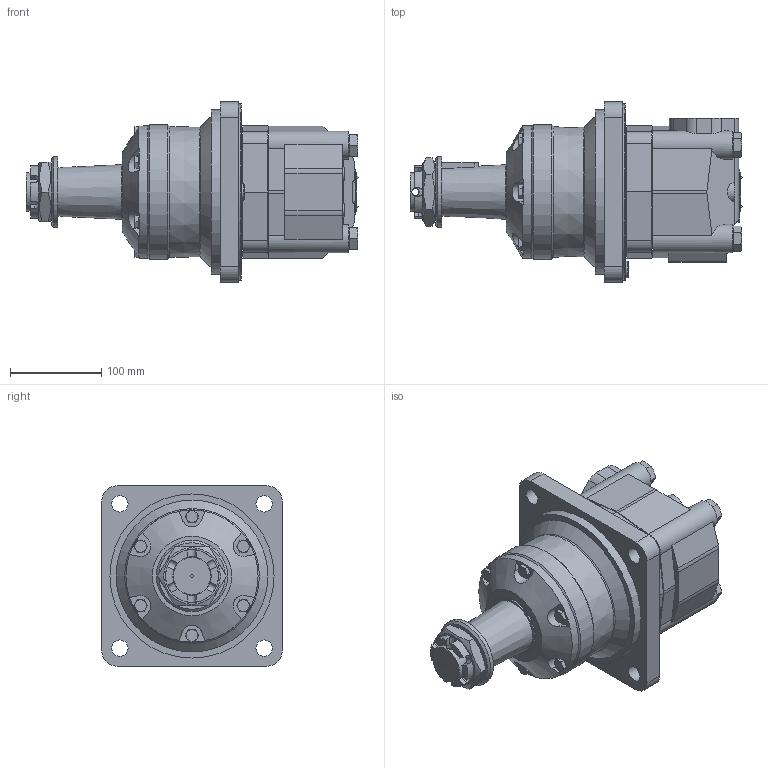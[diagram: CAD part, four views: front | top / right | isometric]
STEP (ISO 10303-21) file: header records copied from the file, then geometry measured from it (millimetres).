
FILE_DESCRIPTION(/* description */ ('STEP AP214'),/* implementation_level */ '2;1');
FILE_NAME(/* name */ 'MVW400KUP',/* time_stamp */ '2023-03-08T15:45:20+01:00',/* author */ ('License CC BY-ND 4.0'),/* organization */ ('CADENAS'),/* preprocessor_version */ 'ST-DEVELOPER v18.102',/* originating_system */ 'PARTsolutions',/* authorisation */ ' ');
FILE_SCHEMA (('AUTOMOTIVE_DESIGN {1 0 10303 214 3 1 1}'));
Length unit declared in the file: millimetre
Products named in the file (6): MVW400KUP; Hexagon bolt DIN 931-1 M16x1000; MVP; MV400D; MV-KSH_W; MVWFL
Assembly tree (8 placements, depth 2):
  MVW400KUP
    Hexagon bolt DIN 931-1 M16x1000  x4
    MVP
    MV400D
    MV-KSH_W
    MVWFL
Bounding box: 364.3 x 198 x 198 mm (x, y, z)
Volume: 5172153.5 mm3; surface area: 419179.9 mm2
Topology: 8 solids, 8 shells, 605 faces, 1440 edges, 906 vertices
Faces by surface type: plane 336, cylinder 154, cone 104, torus 7, sphere 4
Full cylindrical faces by diameter (mm): 3.15 x1, 7 x2, 8 x2, 10.106 x4, 13 x6, 13.835 x4, 14 x2, 14.8 x2, 15 x4, 16 x4, 16.2 x4, 16.3 x4, 16.8 x4, 17 x5, 18 x5, 18.4 x4, 22 x1, 30.291 x2, 42 x1, 60 x2, 78 x1, 120 x2, 125.5 x1, 145 x1, 148 x1, 180 x1, 194 x1
Entity records: 15538 total; most frequent: CARTESIAN_POINT 3231, DIRECTION 2521, ORIENTED_EDGE 2336, EDGE_CURVE 1168, AXIS2_PLACEMENT_3D 969, VERTEX_POINT 809, FACE_BOUND 749, EDGE_LOOP 738
